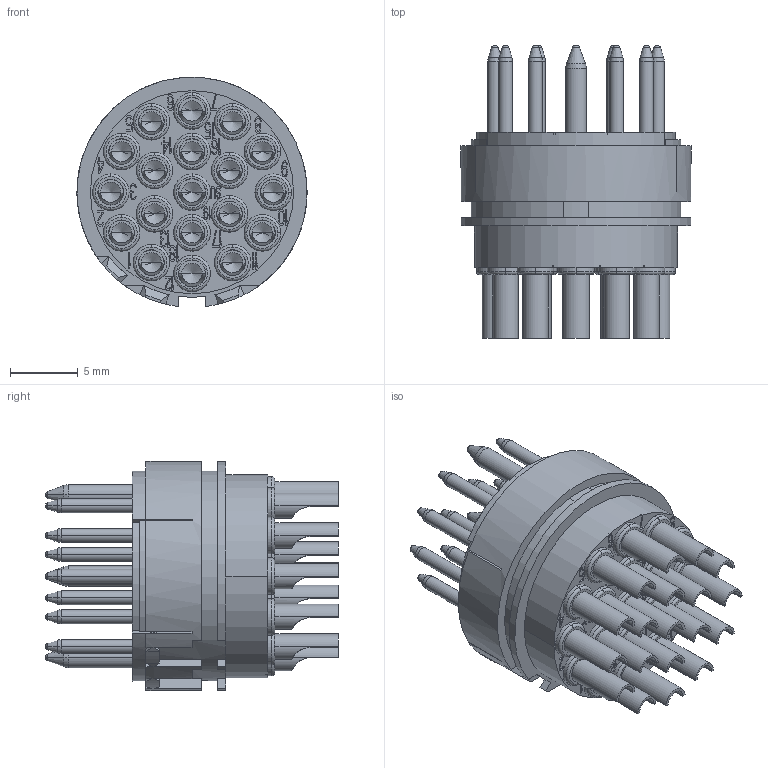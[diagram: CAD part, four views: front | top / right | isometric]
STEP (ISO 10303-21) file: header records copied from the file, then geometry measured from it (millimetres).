
FILE_DESCRIPTION((''),'2;1');
FILE_NAME('HR23-019R-MST','2017-07-24T',('tc.chen'),(''),'PRO/ENGINEER BY PARAMETRIC TECHNOLOGY CORPORATION, 2012480','PRO/ENGINEER BY PARAMETRIC TECHNOLOGY CORPORATION, 2012480','');
FILE_SCHEMA(('AUTOMOTIVE_DESIGN { 1 0 10303 214 1 1 1 1 }'));
Products named in the file (1): HR23-019R-MST
Bounding box: 17 x 21.6 x 16.91 mm (x, y, z)
Volume: 2169.1 mm3; surface area: 4908.3 mm2
Topology: 1 solids, 1 shells, 3039 faces, 8173 edges, 5274 vertices
Faces by surface type: plane 2186, cylinder 423, cone 190, torus 160, bspline 76, extrusion 4
Entity records: 96395 total; most frequent: CARTESIAN_POINT 19568, ORIENTED_EDGE 16270, DIRECTION 15469, EDGE_CURVE 8135, VECTOR 6447, LINE 6443, VERTEX_POINT 5274, AXIS2_PLACEMENT_3D 4511
